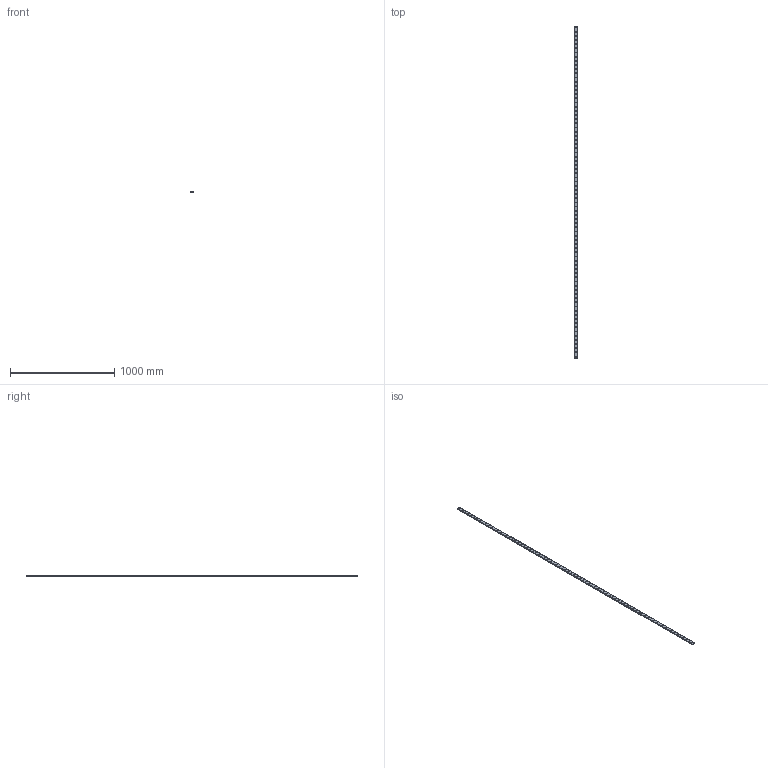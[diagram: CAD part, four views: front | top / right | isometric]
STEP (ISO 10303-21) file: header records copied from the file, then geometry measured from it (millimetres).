
FILE_DESCRIPTION(('STEP AP214'),'1');
FILE_NAME('cctmp_CFBD1909-804A-4416-B29E-9B5D4A06806F_2021_03_02_12_12_05_0783..stp','2021-03-02T11:12:06',('HIWIN GmbH'),('CADClick - www.CADClick.com'),'Spatial InterOp 3D',' ','unknown authorization');
FILE_SCHEMA(('AUTOMOTIVE_DESIGN'));
Length unit declared in the file: millimetre
Products named in the file (1): WER17R3190H_FILE
Bounding box: 33 x 3190 x 9.3 mm (x, y, z)
Volume: 880981 mm3; surface area: 311881.5 mm2
Topology: 1 solids, 1 shells, 1543 faces, 3171 edges, 2114 vertices
Faces by surface type: cylinder 978, plane 565
Entity records: 54069 total; most frequent: DIRECTION 8215, CARTESIAN_POINT 6829, ORIENTED_EDGE 6342, AXIS2_PLACEMENT_3D 3500, EDGE_CURVE 3171, VERTEX_POINT 2114, EDGE_LOOP 2027, CIRCLE 1956
